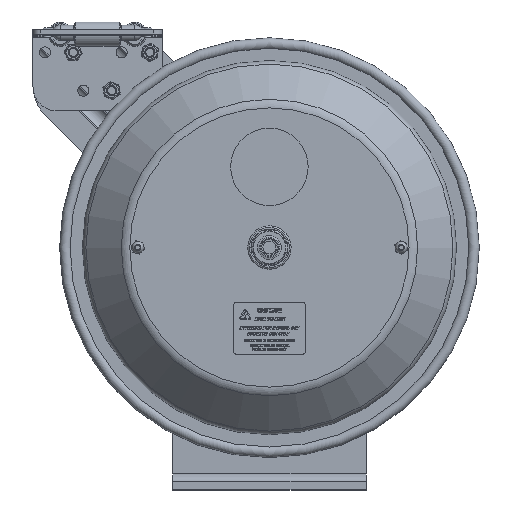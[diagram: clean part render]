
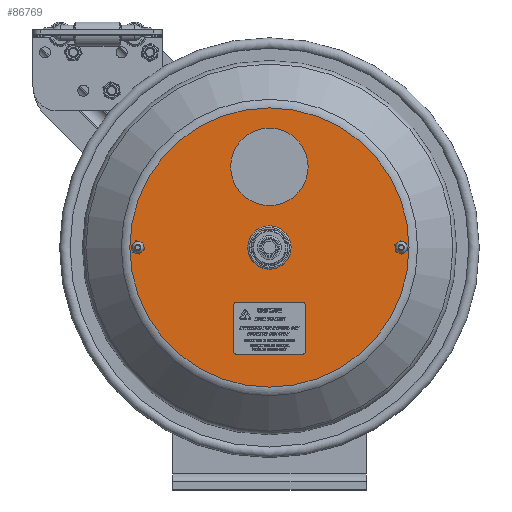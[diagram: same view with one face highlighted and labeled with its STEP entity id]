
A CAD part, top view. The second image highlights one B-rep face of the part: STEP entity #86769.
In plain terms, the highlighted planar face has unit normal (0, 0, 1).
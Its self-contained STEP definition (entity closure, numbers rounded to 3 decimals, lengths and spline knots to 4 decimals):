
#4950=FACE_BOUND('',#11646,.T.);
#4951=FACE_BOUND('',#11647,.T.);
#4952=FACE_BOUND('',#11648,.T.);
#6454=CIRCLE('',#91903,4.325);
#6455=CIRCLE('',#91904,4.325);
#6457=CIRCLE('',#91907,0.625);
#6458=CIRCLE('',#91908,0.1094);
#6459=CIRCLE('',#91909,0.1094);
#7910=FACE_OUTER_BOUND('',#11645,.T.);
#11645=EDGE_LOOP('',(#61965,#61966));
#11646=EDGE_LOOP('',(#61967));
#11647=EDGE_LOOP('',(#61968));
#11648=EDGE_LOOP('',(#61969));
#35012=VERTEX_POINT('',#118236);
#35013=VERTEX_POINT('',#118237);
#35014=VERTEX_POINT('',#118242);
#35015=VERTEX_POINT('',#118244);
#35016=VERTEX_POINT('',#118246);
#46270=EDGE_CURVE('',#35012,#35013,#6454,.T.);
#46271=EDGE_CURVE('',#35013,#35012,#6455,.T.);
#46273=EDGE_CURVE('',#35014,#35014,#6457,.T.);
#46274=EDGE_CURVE('',#35015,#35015,#6458,.T.);
#46275=EDGE_CURVE('',#35016,#35016,#6459,.T.);
#61965=ORIENTED_EDGE('',*,*,#46270,.T.);
#61966=ORIENTED_EDGE('',*,*,#46271,.T.);
#61967=ORIENTED_EDGE('',*,*,#46273,.T.);
#61968=ORIENTED_EDGE('',*,*,#46274,.T.);
#61969=ORIENTED_EDGE('',*,*,#46275,.T.);
#80580=PLANE('',#91906);
#86769=ADVANCED_FACE('',(#7910,#4950,#4951,#4952),#80580,.T.);
#91903=AXIS2_PLACEMENT_3D('',#118238,#99165,#99166);
#91904=AXIS2_PLACEMENT_3D('',#118239,#99167,#99168);
#91906=AXIS2_PLACEMENT_3D('',#118241,#99171,#99172);
#91907=AXIS2_PLACEMENT_3D('',#118243,#99173,#99174);
#91908=AXIS2_PLACEMENT_3D('',#118245,#99175,#99176);
#91909=AXIS2_PLACEMENT_3D('',#118247,#99177,#99178);
#99165=DIRECTION('center_axis',(0.,0.,1.));
#99166=DIRECTION('ref_axis',(-1.,0.,0.));
#99167=DIRECTION('center_axis',(0.,0.,1.));
#99168=DIRECTION('ref_axis',(-1.,0.,0.));
#99171=DIRECTION('center_axis',(0.,0.,1.));
#99172=DIRECTION('ref_axis',(0.,-1.,0.));
#99173=DIRECTION('center_axis',(0.,0.,-1.));
#99174=DIRECTION('ref_axis',(-1.,0.,0.));
#99175=DIRECTION('center_axis',(0.,0.,-1.));
#99176=DIRECTION('ref_axis',(1.,0.,0.));
#99177=DIRECTION('center_axis',(0.,0.,-1.));
#99178=DIRECTION('ref_axis',(1.,0.,0.));
#118236=CARTESIAN_POINT('',(-4.325,0.,6.4506));
#118237=CARTESIAN_POINT('',(0.,4.325,6.4506));
#118238=CARTESIAN_POINT('Origin',(0.,0.,
6.4506));
#118239=CARTESIAN_POINT('Origin',(0.,0.,
6.4506));
#118241=CARTESIAN_POINT('Origin',(-2.1625,0.,
6.4506));
#118242=CARTESIAN_POINT('',(0.625,0.,6.4506));
#118243=CARTESIAN_POINT('Origin',(0.,0.,
6.4506));
#118244=CARTESIAN_POINT('',(-3.9687,0.,6.4506));
#118245=CARTESIAN_POINT('Origin',(-4.0781,0.,
6.4506));
#118246=CARTESIAN_POINT('',(4.1875,0.,6.4506));
#118247=CARTESIAN_POINT('Origin',(4.0781,0.,
6.4506));
